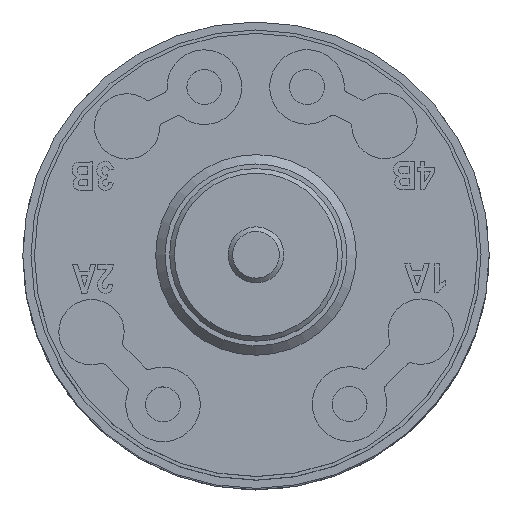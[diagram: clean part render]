
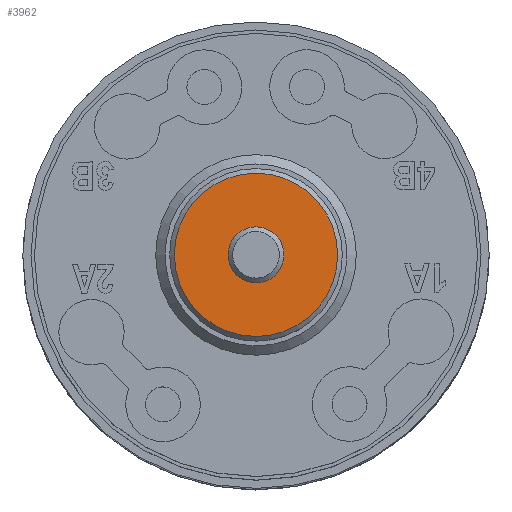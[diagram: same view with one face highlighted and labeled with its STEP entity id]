
A CAD part, top view. The second image highlights one B-rep face of the part: STEP entity #3962.
In plain terms, the highlighted planar face has unit normal (0, 0, 1).
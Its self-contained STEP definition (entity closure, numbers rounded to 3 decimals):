
#85=FACE_BOUND('',#528,.T.);
#132=PLANE('',#4299);
#290=FACE_OUTER_BOUND('',#527,.T.);
#527=EDGE_LOOP('',(#2825));
#528=EDGE_LOOP('',(#2826,#2827));
#812=CIRCLE('',#4300,1.75);
#813=CIRCLE('',#4301,0.6);
#814=CIRCLE('',#4302,0.6);
#1681=VERTEX_POINT('',#8412);
#1682=VERTEX_POINT('',#8414);
#1683=VERTEX_POINT('',#8415);
#2111=EDGE_CURVE('',#1681,#1681,#812,.T.);
#2112=EDGE_CURVE('',#1682,#1683,#813,.T.);
#2113=EDGE_CURVE('',#1683,#1682,#814,.T.);
#2825=ORIENTED_EDGE('',*,*,#2111,.F.);
#2826=ORIENTED_EDGE('',*,*,#2112,.F.);
#2827=ORIENTED_EDGE('',*,*,#2113,.F.);
#3962=ADVANCED_FACE('',(#290,#85),#132,.T.);
#4299=AXIS2_PLACEMENT_3D('',#8411,#4868,#4869);
#4300=AXIS2_PLACEMENT_3D('',#8413,#4870,#4871);
#4301=AXIS2_PLACEMENT_3D('',#8416,#4872,#4873);
#4302=AXIS2_PLACEMENT_3D('',#8417,#4874,#4875);
#4868=DIRECTION('center_axis',(0.,0.,
1.));
#4869=DIRECTION('ref_axis',(-1.,-0.002,0.));
#4870=DIRECTION('center_axis',(0.,0.,
-1.));
#4871=DIRECTION('ref_axis',(0.002,-1.,0.));
#4872=DIRECTION('center_axis',(0.,0.,
1.));
#4873=DIRECTION('ref_axis',(-0.002,1.,0.));
#4874=DIRECTION('center_axis',(0.,0.,
1.));
#4875=DIRECTION('ref_axis',(-0.002,1.,0.));
#8411=CARTESIAN_POINT('Origin',(-0.002,1.225,26.6));
#8412=CARTESIAN_POINT('',(-0.003,1.75,26.6));
#8413=CARTESIAN_POINT('Origin',(0.,0.,
26.6));
#8414=CARTESIAN_POINT('',(-0.001,0.6,26.6));
#8415=CARTESIAN_POINT('',(0.001,-0.6,26.6));
#8416=CARTESIAN_POINT('Origin',(0.,0.,
26.6));
#8417=CARTESIAN_POINT('Origin',(0.,0.,
26.6));
